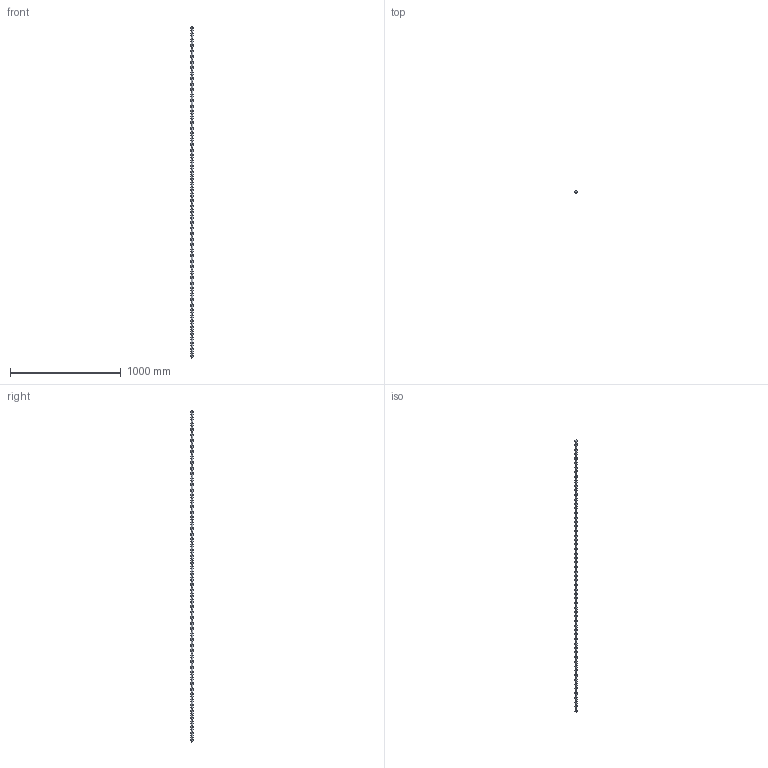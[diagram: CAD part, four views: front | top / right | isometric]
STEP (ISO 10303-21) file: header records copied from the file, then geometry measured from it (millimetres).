
FILE_DESCRIPTION (( 'STEP AP203' ), '1' );
FILE_NAME ('6019.step', '2022-04-28T12:53:39', ( '' ), ( '' ), 'SwSTEP 2.0', 'SolidWorks 2018', '' );
FILE_SCHEMA (( 'CONFIG_CONTROL_DESIGN' ));
Length unit declared in the file: millimetre
Products named in the file (1): 6019
Bounding box: 19.93 x 19.93 x 3000.02 mm (x, y, z)
Volume: 586385.8 mm3; surface area: 169511 mm2
Topology: 1 solids, 1 shells, 378 faces, 847 edges, 490 vertices
Faces by surface type: plane 201, bspline 177
Entity records: 19159 total; most frequent: CARTESIAN_POINT 12388, ORIENTED_EDGE 1694, EDGE_CURVE 847, DIRECTION 732, B_SPLINE_CURVE_WITH_KNOTS 519, VERTEX_POINT 490, EDGE_LOOP 397, ADVANCED_FACE 378
